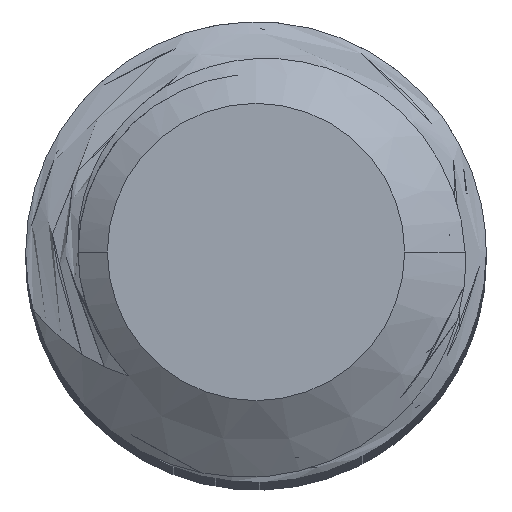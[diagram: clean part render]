
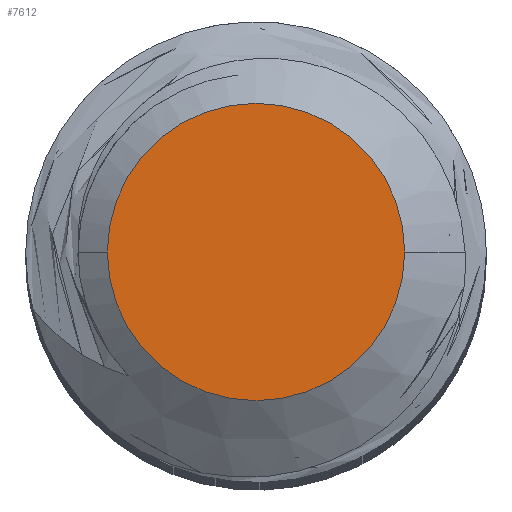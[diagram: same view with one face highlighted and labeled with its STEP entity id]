
A CAD part, top view. The second image highlights one B-rep face of the part: STEP entity #7612.
In plain terms, the highlighted planar face has unit normal (0, 0, 1).
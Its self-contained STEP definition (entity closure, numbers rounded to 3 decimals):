
#267 = CARTESIAN_POINT ( 'NONE',  ( 1.291, 0., 0. ) ) ;
#1116 = CARTESIAN_POINT ( 'NONE',  ( -1.291, 0., 0. ) ) ;
#1177 = CIRCLE ( 'NONE', #4924, 1.291 ) ;
#1498 = AXIS2_PLACEMENT_3D ( 'NONE', #9322, #8357, #11463 ) ;
#1621 = CARTESIAN_POINT ( 'NONE',  ( 0., 0., 0. ) ) ;
#1831 = DIRECTION ( 'NONE',  ( 0., 0., 1. ) ) ;
#2478 = AXIS2_PLACEMENT_3D ( 'NONE', #1621, #4679, #11901 ) ;
#3671 = FACE_OUTER_BOUND ( 'NONE', #9662, .T. ) ;
#4679 = DIRECTION ( 'NONE',  ( 0., 0., 1. ) ) ;
#4924 = AXIS2_PLACEMENT_3D ( 'NONE', #10960, #1831, #5772 ) ;
#5310 = VERTEX_POINT ( 'NONE', #1116 ) ;
#5483 = CIRCLE ( 'NONE', #2478, 1.291 ) ;
#5772 = DIRECTION ( 'NONE',  ( 1., 0., 0. ) ) ;
#7612 = ADVANCED_FACE ( 'NONE', ( #3671 ), #10408, .T. ) ;
#8041 = VERTEX_POINT ( 'NONE', #267 ) ;
#8149 = ORIENTED_EDGE ( 'NONE', *, *, #11324, .T. ) ;
#8357 = DIRECTION ( 'NONE',  ( 0., 0., 1. ) ) ;
#9322 = CARTESIAN_POINT ( 'NONE',  ( 0., 0., 0. ) ) ;
#9662 = EDGE_LOOP ( 'NONE', ( #8149, #11475 ) ) ;
#10408 = PLANE ( 'NONE',  #1498 ) ;
#10960 = CARTESIAN_POINT ( 'NONE',  ( 0., 0., 0. ) ) ;
#11324 = EDGE_CURVE ( 'NONE', #5310, #8041, #5483, .T. ) ;
#11463 = DIRECTION ( 'NONE',  ( 1., 0., 0. ) ) ;
#11475 = ORIENTED_EDGE ( 'NONE', *, *, #12273, .T. ) ;
#11901 = DIRECTION ( 'NONE',  ( 1., 0., 0. ) ) ;
#12273 = EDGE_CURVE ( 'NONE', #8041, #5310, #1177, .T. ) ;
